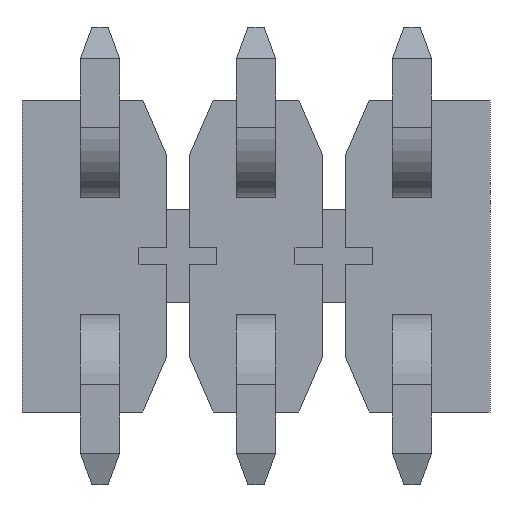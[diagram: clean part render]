
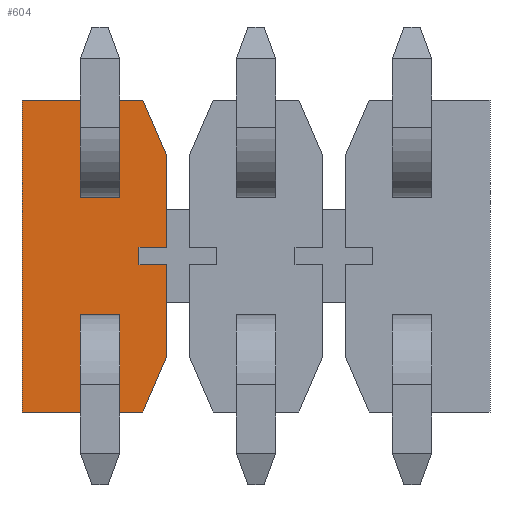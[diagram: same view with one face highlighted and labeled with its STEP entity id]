
A CAD part, front view. The second image highlights one B-rep face of the part: STEP entity #604.
In plain terms, the highlighted planar face has unit normal (0, -1, 0).
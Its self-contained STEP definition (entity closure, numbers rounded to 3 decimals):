
#604=ADVANCED_FACE('',(#1212,#1213,#1214),#1215,.F.);
#1212=FACE_BOUND('',#1813,.T.);
#1213=FACE_BOUND('',#1814,.T.);
#1214=FACE_OUTER_BOUND('',#1815,.T.);
#1215=PLANE('',#1816);
#1813=EDGE_LOOP('',(#3557,#3558,#3559,#3560));
#1814=EDGE_LOOP('',(#3561,#3562,#3563,#3564));
#1815=EDGE_LOOP('',(#3565,#3566,#3567,#3568,#3569,#3570,#3571,#3572,#3573,#3574));
#1816=AXIS2_PLACEMENT_3D('',#3575,#3576,#3577);
#3557=ORIENTED_EDGE('',*,*,#3741,.T.);
#3558=ORIENTED_EDGE('',*,*,#3736,.T.);
#3559=ORIENTED_EDGE('',*,*,#3773,.T.);
#3560=ORIENTED_EDGE('',*,*,#3797,.T.);
#3561=ORIENTED_EDGE('',*,*,#3963,.T.);
#3562=ORIENTED_EDGE('',*,*,#3958,.T.);
#3563=ORIENTED_EDGE('',*,*,#3995,.T.);
#3564=ORIENTED_EDGE('',*,*,#4019,.T.);
#3565=ORIENTED_EDGE('',*,*,#4261,.F.);
#3566=ORIENTED_EDGE('',*,*,#4233,.T.);
#3567=ORIENTED_EDGE('',*,*,#4238,.F.);
#3568=ORIENTED_EDGE('',*,*,#4242,.F.);
#3569=ORIENTED_EDGE('',*,*,#4245,.F.);
#3570=ORIENTED_EDGE('',*,*,#4249,.F.);
#3571=ORIENTED_EDGE('',*,*,#4252,.F.);
#3572=ORIENTED_EDGE('',*,*,#4254,.F.);
#3573=ORIENTED_EDGE('',*,*,#4219,.F.);
#3574=ORIENTED_EDGE('',*,*,#4258,.F.);
#3575=CARTESIAN_POINT('',(1.16,0.,-1.27));
#3576=DIRECTION('',(-0.0,1.0,0.));
#3577=DIRECTION('',(1.0,0.0,0.0));
#3736=EDGE_CURVE('',#4492,#4493,#4494,.T.);
#3741=EDGE_CURVE('',#4501,#4492,#4502,.T.);
#3773=EDGE_CURVE('',#4493,#4549,#4550,.T.);
#3797=EDGE_CURVE('',#4549,#4501,#4579,.T.);
#3958=EDGE_CURVE('',#4810,#4811,#4812,.T.);
#3963=EDGE_CURVE('',#4819,#4810,#4820,.T.);
#3995=EDGE_CURVE('',#4811,#4867,#4868,.T.);
#4019=EDGE_CURVE('',#4867,#4819,#4897,.T.);
#4219=EDGE_CURVE('',#5198,#5200,#5201,.T.);
#4233=EDGE_CURVE('',#5221,#5219,#5222,.T.);
#4238=EDGE_CURVE('',#5227,#5219,#5229,.T.);
#4242=EDGE_CURVE('',#5233,#5227,#5235,.T.);
#4245=EDGE_CURVE('',#5237,#5233,#5239,.T.);
#4249=EDGE_CURVE('',#5242,#5237,#5244,.T.);
#4252=EDGE_CURVE('',#5246,#5242,#5248,.T.);
#4254=EDGE_CURVE('',#5200,#5246,#5250,.T.);
#4258=EDGE_CURVE('',#5254,#5198,#5256,.T.);
#4261=EDGE_CURVE('',#5221,#5254,#5259,.T.);
#4492=VERTEX_POINT('',#5593);
#4493=VERTEX_POINT('',#5594);
#4494=LINE('',#5595,#5596);
#4501=VERTEX_POINT('',#5606);
#4502=LINE('',#5607,#5608);
#4549=VERTEX_POINT('',#5676);
#4550=LINE('',#5677,#5678);
#4579=LINE('',#5719,#5720);
#4810=VERTEX_POINT('',#6055);
#4811=VERTEX_POINT('',#6056);
#4812=LINE('',#6057,#6058);
#4819=VERTEX_POINT('',#6068);
#4820=LINE('',#6069,#6070);
#4867=VERTEX_POINT('',#6138);
#4868=LINE('',#6139,#6140);
#4897=LINE('',#6181,#6182);
#5198=VERTEX_POINT('',#6632);
#5200=VERTEX_POINT('',#6635);
#5201=LINE('',#6636,#6637);
#5219=VERTEX_POINT('',#6663);
#5221=VERTEX_POINT('',#6666);
#5222=LINE('',#6667,#6668);
#5227=VERTEX_POINT('',#6675);
#5229=LINE('',#6678,#6679);
#5233=VERTEX_POINT('',#6684);
#5235=LINE('',#6687,#6688);
#5237=VERTEX_POINT('',#6690);
#5239=LINE('',#6693,#6694);
#5242=VERTEX_POINT('',#6698);
#5244=LINE('',#6701,#6702);
#5246=VERTEX_POINT('',#6704);
#5248=LINE('',#6707,#6708);
#5250=LINE('',#6710,#6711);
#5254=VERTEX_POINT('',#6716);
#5256=LINE('',#6719,#6720);
#5259=LINE('',#6724,#6725);
#5593=CARTESIAN_POINT('',(1.588,0.0,-2.858));
#5594=CARTESIAN_POINT('',(0.953,0.0,-2.858));
#5595=CARTESIAN_POINT('',(1.374,0.0,-2.858));
#5596=VECTOR('',#6855,1.0);
#5606=CARTESIAN_POINT('',(1.588,0.,-2.223));
#5607=CARTESIAN_POINT('',(1.588,0.0,-2.016));
#5608=VECTOR('',#6859,1.0);
#5676=CARTESIAN_POINT('',(0.953,0.,-2.223));
#5677=CARTESIAN_POINT('',(0.953,0.0,-2.016));
#5678=VECTOR('',#6887,1.0);
#5719=CARTESIAN_POINT('',(1.374,0.0,-2.223));
#5720=VECTOR('',#6906,1.0);
#6055=CARTESIAN_POINT('',(0.952,0.0,0.317));
#6056=CARTESIAN_POINT('',(1.588,0.0,0.317));
#6057=CARTESIAN_POINT('',(1.056,0.0,0.317));
#6058=VECTOR('',#7035,1.0);
#6068=CARTESIAN_POINT('',(0.953,0.,-0.318));
#6069=CARTESIAN_POINT('',(0.952,0.0,-0.524));
#6070=VECTOR('',#7039,1.0);
#6138=CARTESIAN_POINT('',(1.588,0.,-0.318));
#6139=CARTESIAN_POINT('',(1.588,0.0,-0.524));
#6140=VECTOR('',#7067,1.0);
#6181=CARTESIAN_POINT('',(1.056,0.0,-0.318));
#6182=VECTOR('',#7086,1.0);
#6632=CARTESIAN_POINT('',(2.35,0.,0.381));
#6635=CARTESIAN_POINT('',(2.35,0.,-1.124));
#6636=CARTESIAN_POINT('',(2.35,0.,0.381));
#6637=VECTOR('',#7237,1.0);
#6663=CARTESIAN_POINT('',(0.0,0.,-3.81));
#6666=CARTESIAN_POINT('',(0.,0.,1.27));
#6667=CARTESIAN_POINT('',(0.0,0.,1.27));
#6668=VECTOR('',#7247,1.0);
#6675=CARTESIAN_POINT('',(1.969,0.,-3.81));
#6678=CARTESIAN_POINT('',(1.969,0.,-3.81));
#6679=VECTOR('',#7251,1.0);
#6684=CARTESIAN_POINT('',(2.35,0.,-2.921));
#6687=CARTESIAN_POINT('',(2.35,0.,-2.921));
#6688=VECTOR('',#7254,1.0);
#6690=CARTESIAN_POINT('',(2.35,0.,-1.416));
#6693=CARTESIAN_POINT('',(2.35,0.,-1.416));
#6694=VECTOR('',#7256,1.0);
#6698=CARTESIAN_POINT('',(1.905,0.,-1.416));
#6701=CARTESIAN_POINT('',(1.905,0.,-1.416));
#6702=VECTOR('',#7259,1.0);
#6704=CARTESIAN_POINT('',(1.905,0.,-1.124));
#6707=CARTESIAN_POINT('',(1.905,0.,-1.124));
#6708=VECTOR('',#7261,1.0);
#6710=CARTESIAN_POINT('',(2.35,0.,-1.124));
#6711=VECTOR('',#7262,1.0);
#6716=CARTESIAN_POINT('',(1.969,0.,1.27));
#6719=CARTESIAN_POINT('',(1.969,0.,1.27));
#6720=VECTOR('',#7265,1.0);
#6724=CARTESIAN_POINT('',(0.,0.,1.27));
#6725=VECTOR('',#7267,1.0);
#6855=DIRECTION('',(-1.0,0.,0.));
#6859=DIRECTION('',(0.,0.,-1.0));
#6887=DIRECTION('',(0.,0.,1.0));
#6906=DIRECTION('',(1.0,0.,0.));
#7035=DIRECTION('',(1.0,0.,0.));
#7039=DIRECTION('',(0.,0.,1.0));
#7067=DIRECTION('',(0.,0.,-1.0));
#7086=DIRECTION('',(-1.0,0.,0.));
#7237=DIRECTION('',(0.0,0.,-1.0));
#7247=DIRECTION('',(0.0,0.,-1.0));
#7251=DIRECTION('',(-1.0,0.0,0.0));
#7254=DIRECTION('',(-0.394,0.,-0.919));
#7256=DIRECTION('',(0.0,0.,-1.0));
#7259=DIRECTION('',(1.0,0.,0.));
#7261=DIRECTION('',(0.0,0.,-1.0));
#7262=DIRECTION('',(-1.0,0.0,0.0));
#7265=DIRECTION('',(0.394,0.,-0.919));
#7267=DIRECTION('',(1.0,0.0,0.0));
